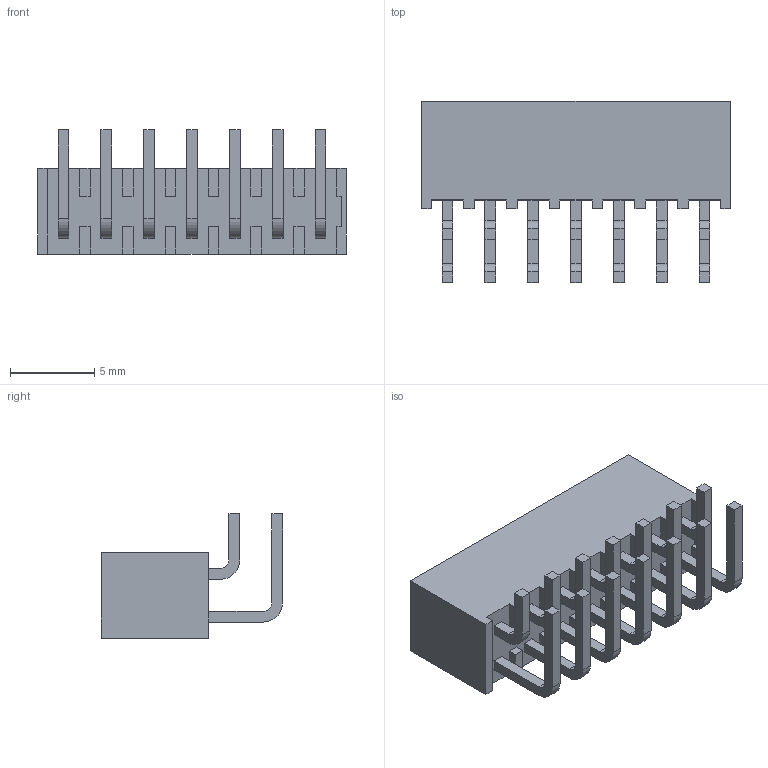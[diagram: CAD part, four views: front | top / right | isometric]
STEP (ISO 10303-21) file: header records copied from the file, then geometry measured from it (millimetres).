
FILE_DESCRIPTION( ( 'STEP AP214' ), ' ' );
FILE_NAME( 'IPT1-107-01-L-D-RA.stp', '2017-10-22T20:18:17', ( '' ), ( '' ), ' ', 'PARTsolutions', ' ' );
FILE_SCHEMA( ( 'AUTOMOTIVE_DESIGN { 1 0 10303 214 1 1 1 1 }' ) );
Length unit declared in the file: inch
Products named in the file (3): IPT1-107-01-L-D-RA; _IPT1-107-01-L-D-RA_terminal; _IPT1-107-01-D-RA_pin
Assembly tree (2 placements, depth 2):
  IPT1-107-01-L-D-RA
    _IPT1-107-01-L-D-RA_terminal
    _IPT1-107-01-D-RA_pin
Bounding box: 18.29 x 10.73 x 7.37 mm (x, y, z)
Volume: 418.6 mm3; surface area: 1546 mm2
Topology: 2 solids, 2 shells, 368 faces, 1050 edges, 700 vertices
Faces by surface type: plane 326, cylinder 28, cone 14
Entity records: 14872 total; most frequent: CARTESIAN_POINT 2121, ORIENTED_EDGE 2100, DIRECTION 1876, EDGE_CURVE 1050, LINE 966, VECTOR 966, VERTEX_POINT 700, AXIS2_PLACEMENT_3D 455
